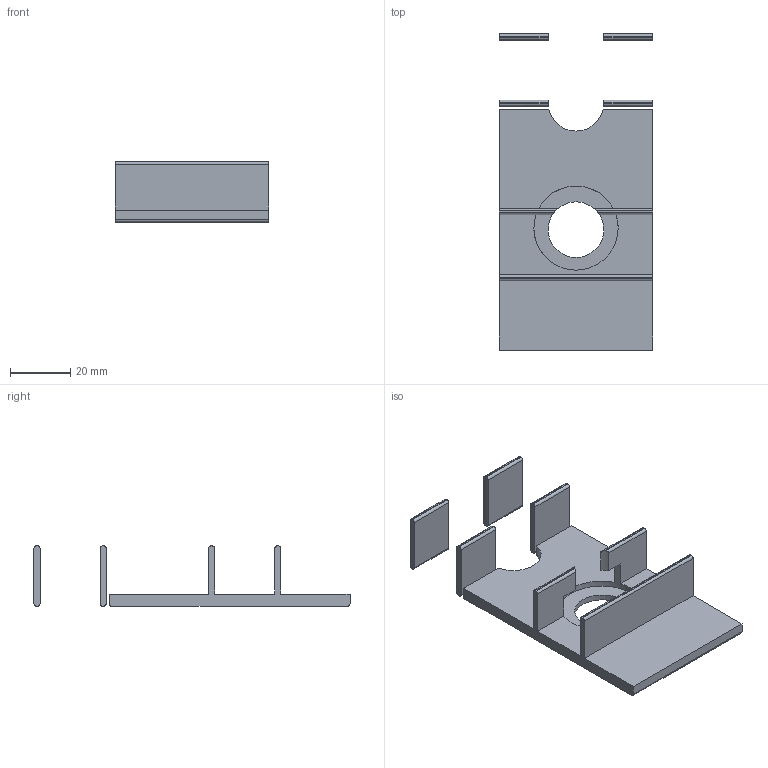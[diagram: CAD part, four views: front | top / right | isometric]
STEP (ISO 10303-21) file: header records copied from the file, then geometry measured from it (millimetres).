
FILE_DESCRIPTION(('Open CASCADE Model'),'2;1');
FILE_NAME('Open CASCADE Shape Model','2023-04-10T15:54:45',('Author'),( 'Open CASCADE'),'Open CASCADE STEP processor 7.6','Open CASCADE 7.6' ,'Unknown');
FILE_SCHEMA(('AUTOMOTIVE_DESIGN { 1 0 10303 214 1 1 1 1 }'));
Length unit declared in the file: millimetre
Products named in the file (7): Open CASCADE STEP translator 7.6 4; Open CASCADE STEP translator 7.6 4.1; Open CASCADE STEP translator 7.6 4.1.1; Open CASCADE STEP translator 7.6 4.1.2; Open CASCADE STEP translator 7.6 4.1.3; Open CASCADE STEP translator 7.6 4.1.4; Open CASCADE STEP translator 7.6 4.1.5
Assembly tree (6 placements, depth 3):
  Open CASCADE STEP translator 7.6 4
    Open CASCADE STEP translator 7.6 4.1
      Open CASCADE STEP translator 7.6 4.1.1
      Open CASCADE STEP translator 7.6 4.1.2
      Open CASCADE STEP translator 7.6 4.1.3
      Open CASCADE STEP translator 7.6 4.1.4
      Open CASCADE STEP translator 7.6 4.1.5
Bounding box: 51 x 105 x 20 mm (x, y, z)
Volume: 19319.6 mm3; surface area: 14682.3 mm2
Topology: 5 solids, 5 shells, 75 faces, 195 edges, 130 vertices
Faces by surface type: plane 41, cylinder 34
Full cylindrical faces by diameter (mm): 18.5 x1, 28 x1
Entity records: 5708 total; most frequent: CARTESIAN_POINT 1885, DIRECTION 649, ORIENTED_EDGE 390, PCURVE 390, DEFINITIONAL_REPRESENTATION 390, LINE 363, VECTOR 363, EDGE_CURVE 195
